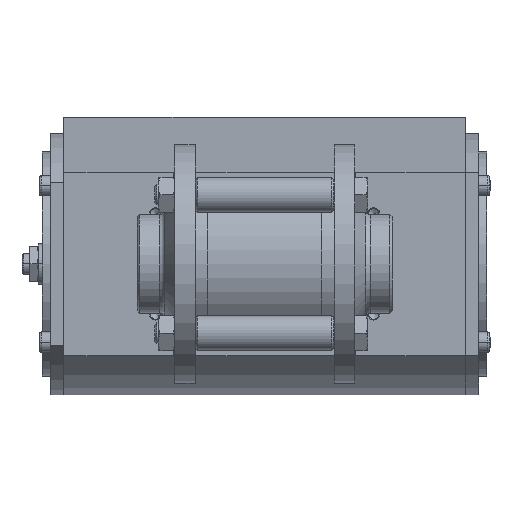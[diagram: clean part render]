
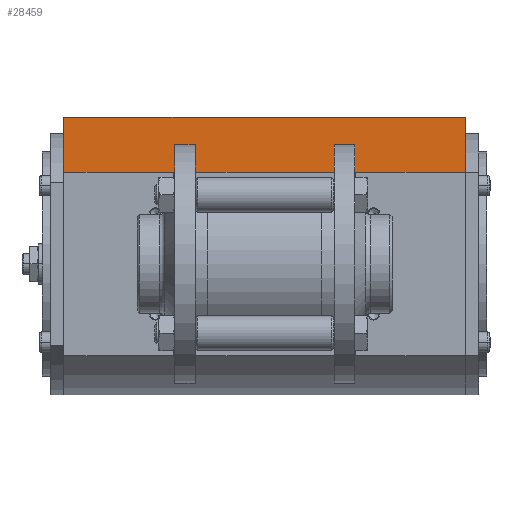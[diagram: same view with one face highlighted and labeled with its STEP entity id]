
A CAD part, front view. The second image highlights one B-rep face of the part: STEP entity #28459.
In plain terms, the highlighted planar face has unit normal (0, -1, 0).
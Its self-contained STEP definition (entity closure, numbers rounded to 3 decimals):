
#26431=DIRECTION('',(0.,0.,-1.));
#26432=VECTOR('',#26431,27.);
#26433=CARTESIAN_POINT('',(-98.5,0.,72.));
#26434=LINE('',#26433,#26432);
#26469=DIRECTION('',(1.,0.,0.));
#26470=VECTOR('',#26469,197.);
#26471=CARTESIAN_POINT('',(-98.5,0.,72.));
#26472=LINE('',#26471,#26470);
#26789=DIRECTION('',(1.,0.,0.));
#26790=VECTOR('',#26789,197.);
#26791=CARTESIAN_POINT('',(-98.5,0.,45.));
#26792=LINE('',#26791,#26790);
#26810=DIRECTION('',(0.,0.,-1.));
#26811=VECTOR('',#26810,27.);
#26812=CARTESIAN_POINT('',(98.5,0.,72.));
#26813=LINE('',#26812,#26811);
#27982=CARTESIAN_POINT('',(-98.5,0.,72.));
#27984=VERTEX_POINT('',#27982);
#27990=CARTESIAN_POINT('',(98.5,0.,72.));
#27992=VERTEX_POINT('',#27990);
#28319=CARTESIAN_POINT('',(-98.5,0.,45.));
#28320=CARTESIAN_POINT('',(98.5,0.,45.));
#28321=VERTEX_POINT('',#28319);
#28322=VERTEX_POINT('',#28320);
#28445=CARTESIAN_POINT('',(-98.5,0.,72.));
#28446=DIRECTION('',(0.,-1.,0.));
#28447=DIRECTION('',(0.,0.,-1.));
#28448=AXIS2_PLACEMENT_3D('',#28445,#28446,#28447);
#28449=PLANE('',#28448);
#28450=ORIENTED_EDGE('',*,*,#28424,.F.);
#28452=ORIENTED_EDGE('',*,*,#28451,.T.);
#28454=ORIENTED_EDGE('',*,*,#28453,.T.);
#28456=ORIENTED_EDGE('',*,*,#28455,.F.);
#28457=EDGE_LOOP('',(#28450,#28452,#28454,#28456));
#28458=FACE_OUTER_BOUND('',#28457,.F.);
#28424=EDGE_CURVE('',#27984,#28321,#26434,.T.);
#28451=EDGE_CURVE('',#27984,#27992,#26472,.T.);
#28453=EDGE_CURVE('',#27992,#28322,#26813,.T.);
#28455=EDGE_CURVE('',#28321,#28322,#26792,.T.);
#28459=ADVANCED_FACE('',(#28458),#28449,.T.);
